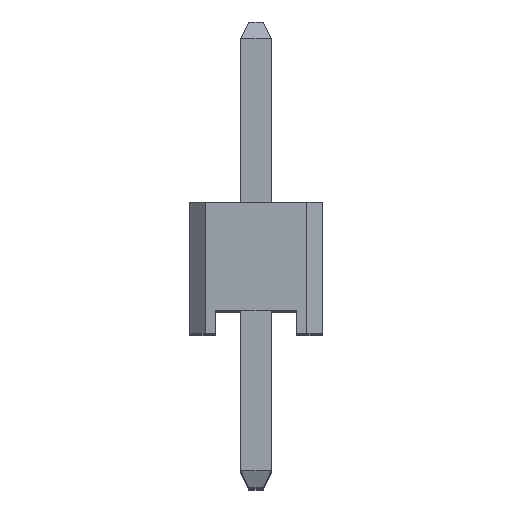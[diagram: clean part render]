
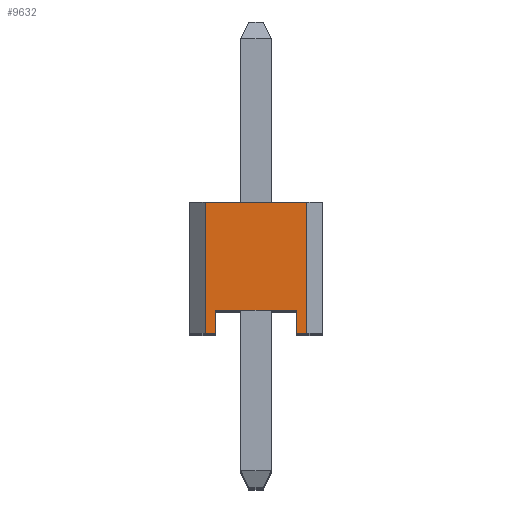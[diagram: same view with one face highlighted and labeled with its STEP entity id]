
A CAD part, top view. The second image highlights one B-rep face of the part: STEP entity #9632.
In plain terms, the highlighted planar face has unit normal (0, 0, 1).
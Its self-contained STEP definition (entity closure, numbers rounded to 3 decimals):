
#578 = CARTESIAN_POINT ( 'NONE',  ( 0.3, 2.5, 25.4 ) ) ;
#610 = CARTESIAN_POINT ( 'NONE',  ( 0.5, 0., 25.4 ) ) ;
#848 = DIRECTION ( 'NONE',  ( -1., 0., 0. ) ) ;
#1222 = EDGE_CURVE ( 'NONE', #2746, #1646, #1743, .T. ) ;
#1419 = CARTESIAN_POINT ( 'NONE',  ( 0.3, 2.5, 25.4 ) ) ;
#1613 = CARTESIAN_POINT ( 'NONE',  ( 2.24, 2.5, 25.4 ) ) ;
#1646 = VERTEX_POINT ( 'NONE', #14754 ) ;
#1666 = LINE ( 'NONE', #578, #15159 ) ;
#1716 = VECTOR ( 'NONE', #8857, 1000. ) ;
#1743 = LINE ( 'NONE', #10056, #1716 ) ;
#2492 = LINE ( 'NONE', #11910, #7427 ) ;
#2746 = VERTEX_POINT ( 'NONE', #6795 ) ;
#2752 = CARTESIAN_POINT ( 'NONE',  ( 0.3, 0., 25.4 ) ) ;
#3014 = ORIENTED_EDGE ( 'NONE', *, *, #11670, .T. ) ;
#3148 = ORIENTED_EDGE ( 'NONE', *, *, #14679, .T. ) ;
#3321 = EDGE_CURVE ( 'NONE', #9757, #3842, #7023, .T. ) ;
#3461 = VERTEX_POINT ( 'NONE', #610 ) ;
#3814 = CARTESIAN_POINT ( 'NONE',  ( 0.3, 2.5, 25.4 ) ) ;
#3842 = VERTEX_POINT ( 'NONE', #7937 ) ;
#4044 = CARTESIAN_POINT ( 'NONE',  ( 2.04, 0.44, 25.4 ) ) ;
#5083 = VECTOR ( 'NONE', #848, 1000. ) ;
#5561 = VECTOR ( 'NONE', #13094, 1000. ) ;
#5635 = FACE_OUTER_BOUND ( 'NONE', #14893, .T. ) ;
#5645 = ORIENTED_EDGE ( 'NONE', *, *, #7423, .T. ) ;
#5788 = DIRECTION ( 'NONE',  ( 0., -1., 0. ) ) ;
#5848 = VECTOR ( 'NONE', #6685, 1000. ) ;
#6053 = DIRECTION ( 'NONE',  ( 1., 0., 0. ) ) ;
#6149 = DIRECTION ( 'NONE',  ( 0., 0., -1. ) ) ;
#6409 = DIRECTION ( 'NONE',  ( 0., -1., 0. ) ) ;
#6685 = DIRECTION ( 'NONE',  ( 1., 0., 0. ) ) ;
#6795 = CARTESIAN_POINT ( 'NONE',  ( 2.04, 0., 25.4 ) ) ;
#7023 = LINE ( 'NONE', #8197, #5083 ) ;
#7423 = EDGE_CURVE ( 'NONE', #10913, #10409, #1666, .T. ) ;
#7427 = VECTOR ( 'NONE', #6053, 1000. ) ;
#7807 = CARTESIAN_POINT ( 'NONE',  ( 0.5, 0.44, 25.4 ) ) ;
#7867 = ORIENTED_EDGE ( 'NONE', *, *, #9917, .F. ) ;
#7937 = CARTESIAN_POINT ( 'NONE',  ( 0.5, 0.44, 25.4 ) ) ;
#7989 = CARTESIAN_POINT ( 'NONE',  ( 2.04, 0.44, 25.4 ) ) ;
#8197 = CARTESIAN_POINT ( 'NONE',  ( 0.5, 0.44, 25.4 ) ) ;
#8201 = VECTOR ( 'NONE', #6409, 1000. ) ;
#8212 = EDGE_CURVE ( 'NONE', #3842, #3461, #14586, .T. ) ;
#8857 = DIRECTION ( 'NONE',  ( 1., 0., 0. ) ) ;
#9372 = LINE ( 'NONE', #13911, #5848 ) ;
#9632 = ADVANCED_FACE ( 'NONE', ( #5635 ), #15027, .F. ) ;
#9757 = VERTEX_POINT ( 'NONE', #4044 ) ;
#9777 = VERTEX_POINT ( 'NONE', #9830 ) ;
#9830 = CARTESIAN_POINT ( 'NONE',  ( 2.24, 2.5, 25.4 ) ) ;
#9834 = LINE ( 'NONE', #1613, #5561 ) ;
#9917 = EDGE_CURVE ( 'NONE', #10913, #9777, #9372, .T. ) ;
#10056 = CARTESIAN_POINT ( 'NONE',  ( 0.3, 0., 25.4 ) ) ;
#10409 = VERTEX_POINT ( 'NONE', #2752 ) ;
#10913 = VERTEX_POINT ( 'NONE', #1419 ) ;
#11670 = EDGE_CURVE ( 'NONE', #10409, #3461, #2492, .T. ) ;
#11802 = ORIENTED_EDGE ( 'NONE', *, *, #3321, .F. ) ;
#11910 = CARTESIAN_POINT ( 'NONE',  ( 0.3, 0., 25.4 ) ) ;
#12377 = DIRECTION ( 'NONE',  ( 0., -1., 0. ) ) ;
#13094 = DIRECTION ( 'NONE',  ( 0., -1., 0. ) ) ;
#13217 = AXIS2_PLACEMENT_3D ( 'NONE', #3814, #6149, #14165 ) ;
#13406 = ORIENTED_EDGE ( 'NONE', *, *, #1222, .T. ) ;
#13477 = VECTOR ( 'NONE', #5788, 1000. ) ;
#13630 = ORIENTED_EDGE ( 'NONE', *, *, #14004, .F. ) ;
#13746 = LINE ( 'NONE', #7989, #13477 ) ;
#13911 = CARTESIAN_POINT ( 'NONE',  ( 0.3, 2.5, 25.4 ) ) ;
#14004 = EDGE_CURVE ( 'NONE', #9777, #1646, #9834, .T. ) ;
#14165 = DIRECTION ( 'NONE',  ( -1., 0., 0. ) ) ;
#14586 = LINE ( 'NONE', #7807, #8201 ) ;
#14679 = EDGE_CURVE ( 'NONE', #9757, #2746, #13746, .T. ) ;
#14750 = ORIENTED_EDGE ( 'NONE', *, *, #8212, .F. ) ;
#14754 = CARTESIAN_POINT ( 'NONE',  ( 2.24, 0., 25.4 ) ) ;
#14893 = EDGE_LOOP ( 'NONE', ( #11802, #3148, #13406, #13630, #7867, #5645, #3014, #14750 ) ) ;
#15027 = PLANE ( 'NONE',  #13217 ) ;
#15159 = VECTOR ( 'NONE', #12377, 1000. ) ;
